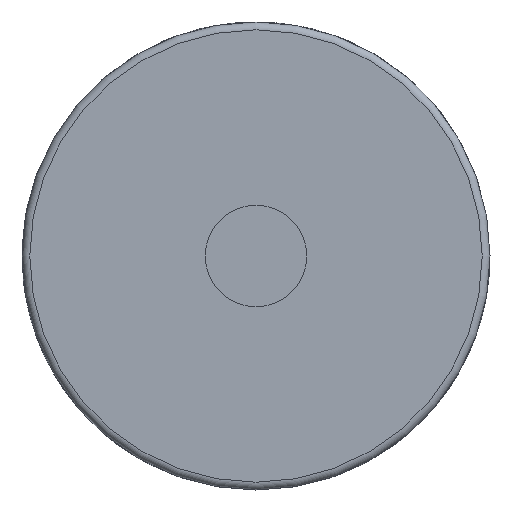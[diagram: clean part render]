
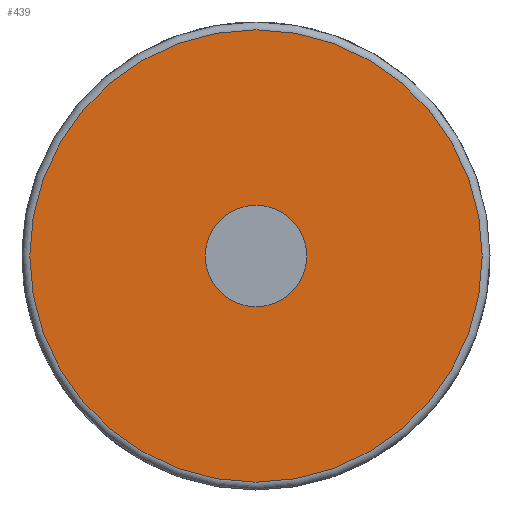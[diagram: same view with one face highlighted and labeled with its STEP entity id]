
A CAD part, left-side view. The second image highlights one B-rep face of the part: STEP entity #439.
In plain terms, the highlighted planar face has unit normal (-1, 0, 0).
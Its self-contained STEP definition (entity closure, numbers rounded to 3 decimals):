
#14=FACE_BOUND('',#89,.T.);
#30=PLANE('',#499);
#62=FACE_OUTER_BOUND('',#88,.T.);
#88=EDGE_LOOP('',(#366));
#89=EDGE_LOOP('',(#367));
#175=CIRCLE('',#491,5.8);
#182=CIRCLE('',#500,1.3);
#216=VERTEX_POINT('',#739);
#219=VERTEX_POINT('',#752);
#266=EDGE_CURVE('',#216,#216,#175,.T.);
#274=EDGE_CURVE('',#219,#219,#182,.T.);
#366=ORIENTED_EDGE('',*,*,#266,.F.);
#367=ORIENTED_EDGE('',*,*,#274,.T.);
#439=ADVANCED_FACE('',(#62,#14),#30,.T.);
#491=AXIS2_PLACEMENT_3D('',#740,#607,#608);
#499=AXIS2_PLACEMENT_3D('',#751,#624,#625);
#500=AXIS2_PLACEMENT_3D('',#753,#626,#627);
#607=DIRECTION('center_axis',(1.,0.,0.));
#608=DIRECTION('ref_axis',(0.,1.,0.));
#624=DIRECTION('center_axis',(-1.,0.,0.));
#625=DIRECTION('ref_axis',(0.,1.,0.));
#626=DIRECTION('center_axis',(1.,0.,0.));
#627=DIRECTION('ref_axis',(0.,-1.,0.));
#739=CARTESIAN_POINT('',(-9.5,-5.8,-0.5));
#740=CARTESIAN_POINT('Origin',(-9.5,0.,-0.5));
#751=CARTESIAN_POINT('Origin',(-9.5,0.,-0.5));
#752=CARTESIAN_POINT('',(-9.5,1.3,-0.5));
#753=CARTESIAN_POINT('Origin',(-9.5,0.,-0.5));
